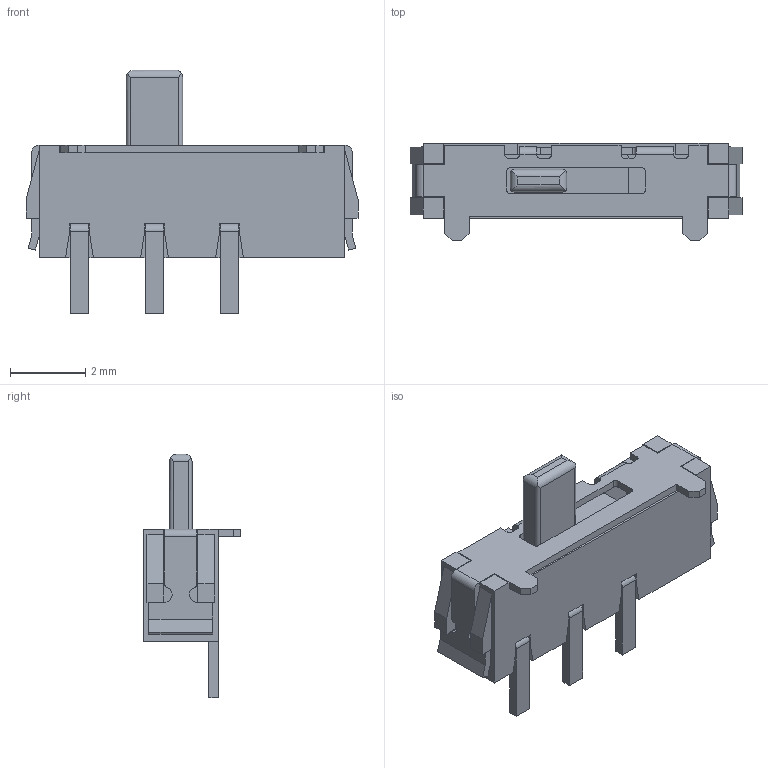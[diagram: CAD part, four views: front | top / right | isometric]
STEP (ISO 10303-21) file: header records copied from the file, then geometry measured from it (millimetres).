
FILE_DESCRIPTION(/* description */ ('STEP AP242','CAx-IF Rec.Pracs.---Representation and Presentation of Product Manufacturing Information (PMI)---4.0---2014-10-13','CAx-IF Rec.Pracs.---3D Tessellated Geometry---0.4---2014-09-14','2;1'),/* implementation_level */ '2;1');
FILE_NAME(/* name */ 'CSS-1210TB',/* time_stamp */ '2025-09-30T01:08:16+02:00',/* author */ ('License CC BY-ND 4.0'),/* organization */ ('CADENAS'),/* preprocessor_version */ 'ST-DEVELOPER v19.3',/* originating_system */ 'PARTsolutions',/* authorisation */ ' ');
FILE_SCHEMA (('AP242_MANAGED_MODEL_BASED_3D_ENGINEERING_MIM_LF { 1 0 10303 442 1 1 4 }'));
Length unit declared in the file: millimetre
Products named in the file (3): CSS-1210TB; CSS-1210TB-b; CSS-1210TB-s
Assembly tree (2 placements, depth 2):
  CSS-1210TB
    CSS-1210TB-b
    CSS-1210TB-s
Bounding box: 8.85 x 2.6 x 6.5 mm (x, y, z)
Volume: 47.1 mm3; surface area: 192.6 mm2
Topology: 2 solids, 2 shells, 218 faces, 623 edges, 404 vertices
Faces by surface type: plane 165, cylinder 53
Full cylindrical faces by diameter (mm): 0.7 x4
Entity records: 8425 total; most frequent: CARTESIAN_POINT 1268, ORIENTED_EDGE 1238, DIRECTION 1151, EDGE_CURVE 619, LINE 513, VECTOR 513, VERTEX_POINT 404, AXIS2_PLACEMENT_3D 319
